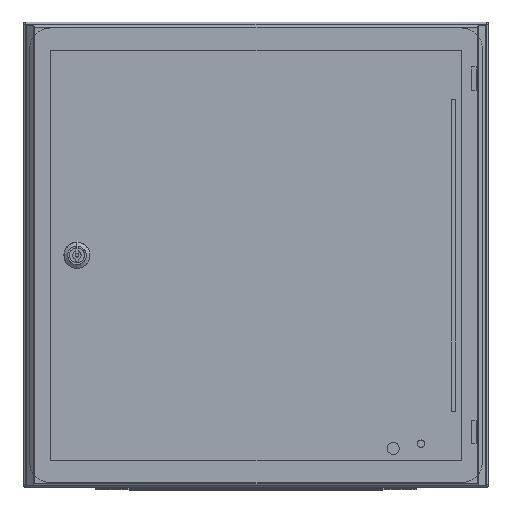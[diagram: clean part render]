
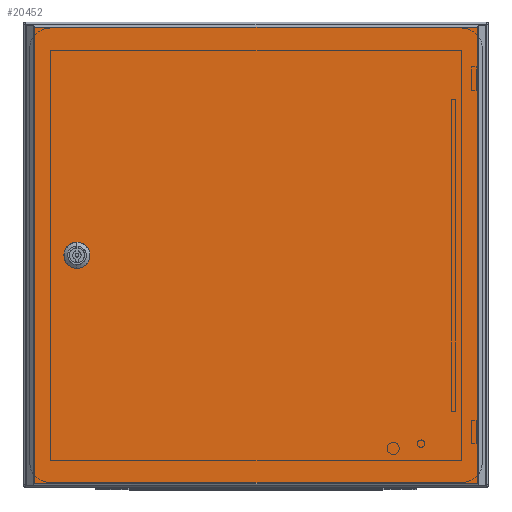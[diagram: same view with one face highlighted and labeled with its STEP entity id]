
A CAD part, top view. The second image highlights one B-rep face of the part: STEP entity #20452.
In plain terms, the highlighted planar face has unit normal (0, 0, 1).
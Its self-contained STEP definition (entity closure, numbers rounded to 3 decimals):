
#864 = FACE_OUTER_BOUND ( 'NONE', #11084, .T. ) ;
#881 = FACE_BOUND ( 'NONE', #11097, .T. ) ;
#1687 = DIRECTION ( 'NONE',  ( 0., 0., 1. ) ) ;
#1693 = PLANE ( 'NONE',  #11824 ) ;
#1707 = DIRECTION ( 'NONE',  ( 1., 0., 0. ) ) ;
#1710 = CARTESIAN_POINT ( 'NONE',  ( 0., 0., 15. ) ) ;
#9221 = VERTEX_POINT ( 'NONE', #14589 ) ;
#9324 = VERTEX_POINT ( 'NONE', #14677 ) ;
#9327 = VERTEX_POINT ( 'NONE', #14704 ) ;
#9328 = VERTEX_POINT ( 'NONE', #14682 ) ;
#9329 = VERTEX_POINT ( 'NONE', #14681 ) ;
#9331 = VERTEX_POINT ( 'NONE', #14706 ) ;
#9333 = VERTEX_POINT ( 'NONE', #14659 ) ;
#9334 = VERTEX_POINT ( 'NONE', #14678 ) ;
#9338 = VERTEX_POINT ( 'NONE', #14694 ) ;
#9339 = VERTEX_POINT ( 'NONE', #14698 ) ;
#9340 = VERTEX_POINT ( 'NONE', #14696 ) ;
#9343 = VERTEX_POINT ( 'NONE', #14660 ) ;
#11084 = EDGE_LOOP ( 'NONE', ( #13615, #13626, #13634, #13628 ) ) ;
#11097 = EDGE_LOOP ( 'NONE', ( #13584, #13538, #13588, #13585, #13534, #13587, #13589, #13553 ) ) ;
#11824 = AXIS2_PLACEMENT_3D ( 'NONE', #1710, #1687, #1707 ) ;
#13534 = ORIENTED_EDGE ( 'NONE', *, *, #17478, .F. ) ;
#13538 = ORIENTED_EDGE ( 'NONE', *, *, #17493, .F. ) ;
#13553 = ORIENTED_EDGE ( 'NONE', *, *, #17491, .F. ) ;
#13584 = ORIENTED_EDGE ( 'NONE', *, *, #17530, .F. ) ;
#13585 = ORIENTED_EDGE ( 'NONE', *, *, #17455, .F. ) ;
#13587 = ORIENTED_EDGE ( 'NONE', *, *, #17453, .F. ) ;
#13588 = ORIENTED_EDGE ( 'NONE', *, *, #17436, .F. ) ;
#13589 = ORIENTED_EDGE ( 'NONE', *, *, #17521, .F. ) ;
#13615 = ORIENTED_EDGE ( 'NONE', *, *, #17541, .T. ) ;
#13626 = ORIENTED_EDGE ( 'NONE', *, *, #17503, .T. ) ;
#13628 = ORIENTED_EDGE ( 'NONE', *, *, #17449, .T. ) ;
#13634 = ORIENTED_EDGE ( 'NONE', *, *, #17505, .T. ) ;
#14589 = CARTESIAN_POINT ( 'NONE',  ( 182.25, -5.75, 15. ) ) ;
#14659 = CARTESIAN_POINT ( 'NONE',  ( 202.75, -5.75, 15. ) ) ;
#14660 = CARTESIAN_POINT ( 'NONE',  ( 238.006, -245.1, 15. ) ) ;
#14677 = CARTESIAN_POINT ( 'NONE',  ( 198.25, 10.25, 15. ) ) ;
#14678 = CARTESIAN_POINT ( 'NONE',  ( 198.25, -10.25, 15. ) ) ;
#14681 = CARTESIAN_POINT ( 'NONE',  ( 186.75, 10.25, 15. ) ) ;
#14682 = CARTESIAN_POINT ( 'NONE',  ( 182.25, 5.75, 15. ) ) ;
#14694 = CARTESIAN_POINT ( 'NONE',  ( -238.006, -245.1, 15. ) ) ;
#14696 = CARTESIAN_POINT ( 'NONE',  ( 202.75, 5.75, 15. ) ) ;
#14698 = CARTESIAN_POINT ( 'NONE',  ( 238.006, 245.1, 15. ) ) ;
#14704 = CARTESIAN_POINT ( 'NONE',  ( 186.75, -10.25, 15. ) ) ;
#14706 = CARTESIAN_POINT ( 'NONE',  ( -238.006, 245.1, 15. ) ) ;
#17436 = EDGE_CURVE ( 'NONE', #9333, #9340, #26884, .T. ) ;
#17449 = EDGE_CURVE ( 'NONE', #9343, #9339, #26835, .T. ) ;
#17453 = EDGE_CURVE ( 'NONE', #9221, #9327, #26864, .T. ) ;
#17455 = EDGE_CURVE ( 'NONE', #9334, #9333, #26866, .T. ) ;
#17478 = EDGE_CURVE ( 'NONE', #9327, #9334, #26917, .T. ) ;
#17491 = EDGE_CURVE ( 'NONE', #9329, #9328, #26947, .T. ) ;
#17493 = EDGE_CURVE ( 'NONE', #9340, #9324, #26920, .T. ) ;
#17503 = EDGE_CURVE ( 'NONE', #9331, #9338, #26912, .T. ) ;
#17505 = EDGE_CURVE ( 'NONE', #9338, #9343, #26915, .T. ) ;
#17521 = EDGE_CURVE ( 'NONE', #9328, #9221, #26939, .T. ) ;
#17530 = EDGE_CURVE ( 'NONE', #9324, #9329, #26994, .T. ) ;
#17541 = EDGE_CURVE ( 'NONE', #9339, #9331, #26961, .T. ) ;
#20452 = ADVANCED_FACE ( 'NONE', ( #881, #864 ), #1693, .T. ) ;
#26830 = VECTOR ( 'NONE', #27124, 1000. ) ;
#26835 = LINE ( 'NONE', #27142, #26887 ) ;
#26864 = LINE ( 'NONE', #27110, #26830 ) ;
#26866 = LINE ( 'NONE', #27111, #26886 ) ;
#26881 = VECTOR ( 'NONE', #27098, 1000. ) ;
#26884 = LINE ( 'NONE', #27069, #26881 ) ;
#26886 = VECTOR ( 'NONE', #27138, 1000. ) ;
#26887 = VECTOR ( 'NONE', #27118, 1000. ) ;
#26892 = VECTOR ( 'NONE', #27245, 1000. ) ;
#26900 = VECTOR ( 'NONE', #27221, 1000. ) ;
#26907 = VECTOR ( 'NONE', #27198, 1000. ) ;
#26912 = LINE ( 'NONE', #27195, #26913 ) ;
#26913 = VECTOR ( 'NONE', #27223, 1000. ) ;
#26915 = LINE ( 'NONE', #27215, #26900 ) ;
#26917 = LINE ( 'NONE', #27181, #26948 ) ;
#26920 = LINE ( 'NONE', #27213, #26941 ) ;
#26939 = LINE ( 'NONE', #27253, #26892 ) ;
#26941 = VECTOR ( 'NONE', #27226, 1000. ) ;
#26947 = LINE ( 'NONE', #27206, #26907 ) ;
#26948 = VECTOR ( 'NONE', #27159, 1000. ) ;
#26961 = LINE ( 'NONE', #27295, #26995 ) ;
#26977 = VECTOR ( 'NONE', #27248, 1000. ) ;
#26994 = LINE ( 'NONE', #27269, #26977 ) ;
#26995 = VECTOR ( 'NONE', #27304, 1000. ) ;
#27069 = CARTESIAN_POINT ( 'NONE',  ( 202.75, -5.75, 15. ) ) ;
#27098 = DIRECTION ( 'NONE',  ( 0., 1., 0. ) ) ;
#27110 = CARTESIAN_POINT ( 'NONE',  ( 186.75, -10.25, 15. ) ) ;
#27111 = CARTESIAN_POINT ( 'NONE',  ( 202.75, -5.75, 15. ) ) ;
#27118 = DIRECTION ( 'NONE',  ( 0., 1., 0. ) ) ;
#27124 = DIRECTION ( 'NONE',  ( 0.707, -0.707, 0. ) ) ;
#27138 = DIRECTION ( 'NONE',  ( 0.707, 0.707, 0. ) ) ;
#27142 = CARTESIAN_POINT ( 'NONE',  ( 238.006, 247.5, 15. ) ) ;
#27159 = DIRECTION ( 'NONE',  ( 1., 0., 0. ) ) ;
#27181 = CARTESIAN_POINT ( 'NONE',  ( 198.25, -10.25, 15. ) ) ;
#27195 = CARTESIAN_POINT ( 'NONE',  ( -238.006, -247.5, 15. ) ) ;
#27198 = DIRECTION ( 'NONE',  ( -0.707, -0.707, 0. ) ) ;
#27206 = CARTESIAN_POINT ( 'NONE',  ( 186.75, 10.25, 15. ) ) ;
#27213 = CARTESIAN_POINT ( 'NONE',  ( 202.75, 5.75, 15. ) ) ;
#27215 = CARTESIAN_POINT ( 'NONE',  ( 239., -245.1, 15. ) ) ;
#27221 = DIRECTION ( 'NONE',  ( 1., 0., 0. ) ) ;
#27223 = DIRECTION ( 'NONE',  ( 0., -1., 0. ) ) ;
#27226 = DIRECTION ( 'NONE',  ( -0.707, 0.707, 0. ) ) ;
#27245 = DIRECTION ( 'NONE',  ( 0., -1., 0. ) ) ;
#27248 = DIRECTION ( 'NONE',  ( -1., 0., 0. ) ) ;
#27253 = CARTESIAN_POINT ( 'NONE',  ( 182.25, -5.75, 15. ) ) ;
#27269 = CARTESIAN_POINT ( 'NONE',  ( 198.25, 10.25, 15. ) ) ;
#27295 = CARTESIAN_POINT ( 'NONE',  ( -239., 245.1, 15. ) ) ;
#27304 = DIRECTION ( 'NONE',  ( -1., 0., 0. ) ) ;
